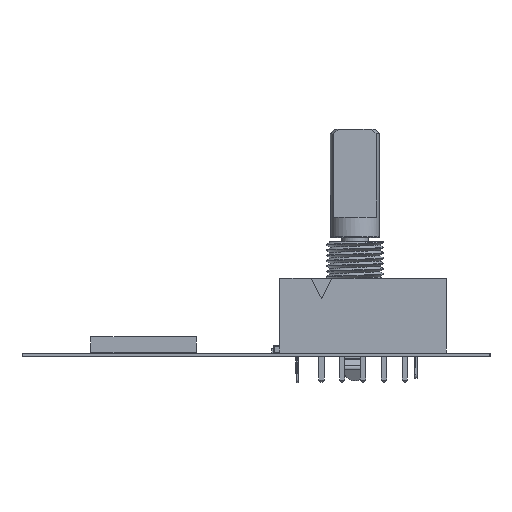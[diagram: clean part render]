
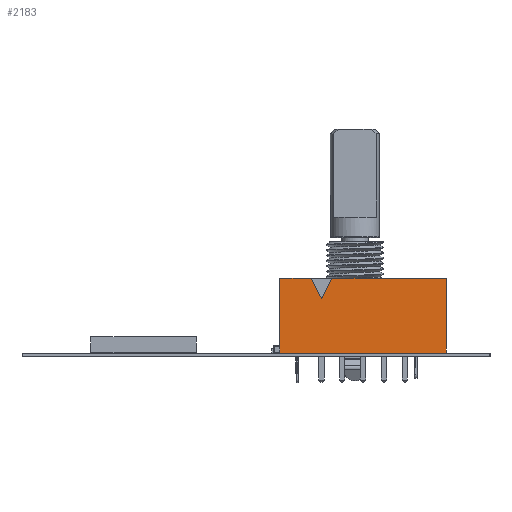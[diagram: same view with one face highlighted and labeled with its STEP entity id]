
A CAD part, left-side view. The second image highlights one B-rep face of the part: STEP entity #2183.
In plain terms, the highlighted face is planar.
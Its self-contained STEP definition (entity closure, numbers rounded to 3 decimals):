
#2147 = EDGE_CURVE('',#2148,#2150,#2152,.T.);
#2148 = VERTEX_POINT('',#2149);
#2149 = CARTESIAN_POINT('',(-5.08,-3.205,0.));
#2150 = VERTEX_POINT('',#2151);
#2151 = CARTESIAN_POINT('',(-5.08,-3.205,9.15));
#2152 = LINE('',#2153,#2154);
#2153 = CARTESIAN_POINT('',(-5.08,-3.205,0.));
#2154 = VECTOR('',#2155,1.);
#2155 = DIRECTION('',(0.,0.,1.));
#2183 = ADVANCED_FACE('',(#2184),#2233,.F.);
#2184 = FACE_BOUND('',#2185,.F.);
#2185 = EDGE_LOOP('',(#2186,#2196,#2202,#2203,#2211,#2219,#2227));
#2186 = ORIENTED_EDGE('',*,*,#2187,.F.);
#2187 = EDGE_CURVE('',#2188,#2190,#2192,.T.);
#2188 = VERTEX_POINT('',#2189);
#2189 = CARTESIAN_POINT('',(15.24,-3.205,0.));
#2190 = VERTEX_POINT('',#2191);
#2191 = CARTESIAN_POINT('',(15.24,-3.205,9.15));
#2192 = LINE('',#2193,#2194);
#2193 = CARTESIAN_POINT('',(15.24,-3.205,0.));
#2194 = VECTOR('',#2195,1.);
#2195 = DIRECTION('',(0.,0.,1.));
#2196 = ORIENTED_EDGE('',*,*,#2197,.F.);
#2197 = EDGE_CURVE('',#2148,#2188,#2198,.T.);
#2198 = LINE('',#2199,#2200);
#2199 = CARTESIAN_POINT('',(-5.08,-3.205,0.));
#2200 = VECTOR('',#2201,1.);
#2201 = DIRECTION('',(1.,0.,0.));
#2202 = ORIENTED_EDGE('',*,*,#2147,.T.);
#2203 = ORIENTED_EDGE('',*,*,#2204,.T.);
#2204 = EDGE_CURVE('',#2150,#2205,#2207,.T.);
#2205 = VERTEX_POINT('',#2206);
#2206 = CARTESIAN_POINT('',(-1.27,-3.205,9.15));
#2207 = LINE('',#2208,#2209);
#2208 = CARTESIAN_POINT('',(-5.08,-3.205,9.15));
#2209 = VECTOR('',#2210,1.);
#2210 = DIRECTION('',(1.,0.,0.));
#2211 = ORIENTED_EDGE('',*,*,#2212,.T.);
#2212 = EDGE_CURVE('',#2205,#2213,#2215,.T.);
#2213 = VERTEX_POINT('',#2214);
#2214 = CARTESIAN_POINT('',(0.,-3.205,6.61));
#2215 = LINE('',#2216,#2217);
#2216 = CARTESIAN_POINT('',(-1.27,-3.205,9.15));
#2217 = VECTOR('',#2218,1.);
#2218 = DIRECTION('',(0.447,0.,-0.894));
#2219 = ORIENTED_EDGE('',*,*,#2220,.F.);
#2220 = EDGE_CURVE('',#2221,#2213,#2223,.T.);
#2221 = VERTEX_POINT('',#2222);
#2222 = CARTESIAN_POINT('',(1.27,-3.205,9.15));
#2223 = LINE('',#2224,#2225);
#2224 = CARTESIAN_POINT('',(1.27,-3.205,9.15));
#2225 = VECTOR('',#2226,1.);
#2226 = DIRECTION('',(-0.447,0.,-0.894));
#2227 = ORIENTED_EDGE('',*,*,#2228,.T.);
#2228 = EDGE_CURVE('',#2221,#2190,#2229,.T.);
#2229 = LINE('',#2230,#2231);
#2230 = CARTESIAN_POINT('',(-5.08,-3.205,9.15));
#2231 = VECTOR('',#2232,1.);
#2232 = DIRECTION('',(1.,0.,0.));
#2233 = PLANE('',#2234);
#2234 = AXIS2_PLACEMENT_3D('',#2235,#2236,#2237);
#2235 = CARTESIAN_POINT('',(-5.08,-3.205,0.));
#2236 = DIRECTION('',(0.,1.,0.));
#2237 = DIRECTION('',(0.,-0.,1.));
